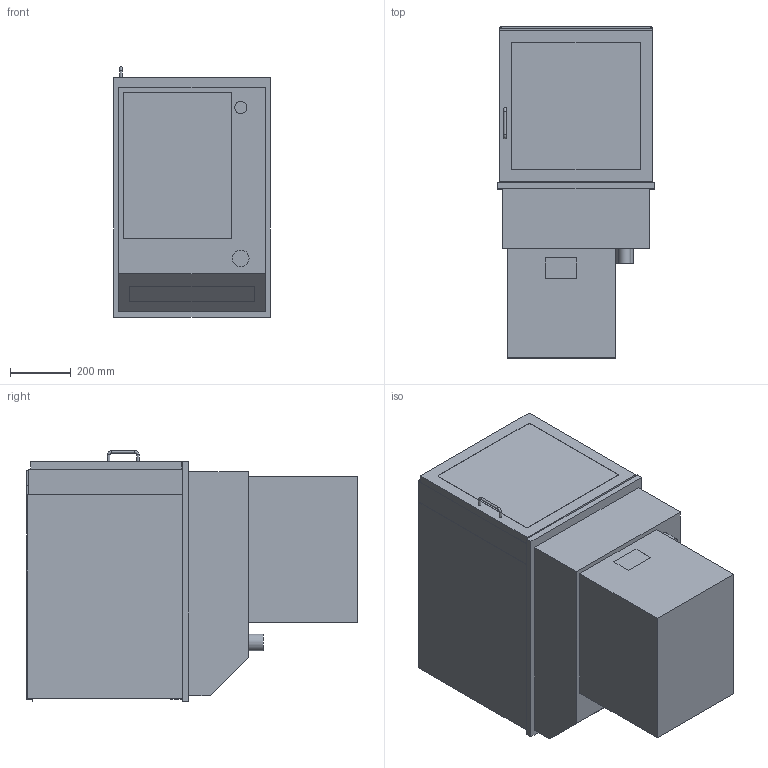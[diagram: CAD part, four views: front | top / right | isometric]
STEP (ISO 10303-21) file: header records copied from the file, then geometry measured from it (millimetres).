
FILE_DESCRIPTION(/* description */ ('Einbaukühlvitrine: eigengekühlt'),/* implementation_level */ '2;1');
FILE_NAME(/* name */ '3D-AKE-00006329.stp',/* time_stamp */ '2024-05-22T09:39:27+02:00',/* author */ ('julian.lux'),/* organization */ (''),/* preprocessor_version */ 'ST-DEVELOPER v18.1',/* originating_system */ 'Autodesk Inventor 2020',/* authorisation */ '');
FILE_SCHEMA (('AUTOMOTIVE_DESIGN { 1 0 10303 214 3 1 1 }'));
Length unit declared in the file: millimetre
Products named in the file (1): 3D-AKE-00006329
Bounding box: 515 x 1089 x 823 mm (x, y, z)
Volume: 117998817.2 mm3; surface area: 8918987.5 mm2
Topology: 31 solids, 31 shells, 290 faces, 688 edges, 462 vertices
Faces by surface type: plane 248, cylinder 40, torus 2
Full cylindrical faces by diameter (mm): 8 x3, 40 x1, 55 x1
Entity records: 8316 total; most frequent: CARTESIAN_POINT 1441, ORIENTED_EDGE 1376, DIRECTION 1366, EDGE_CURVE 688, LINE 592, VECTOR 592, VERTEX_POINT 462, AXIS2_PLACEMENT_3D 387
